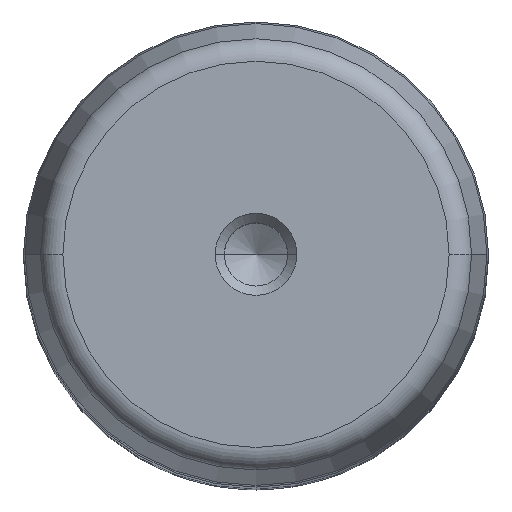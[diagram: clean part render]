
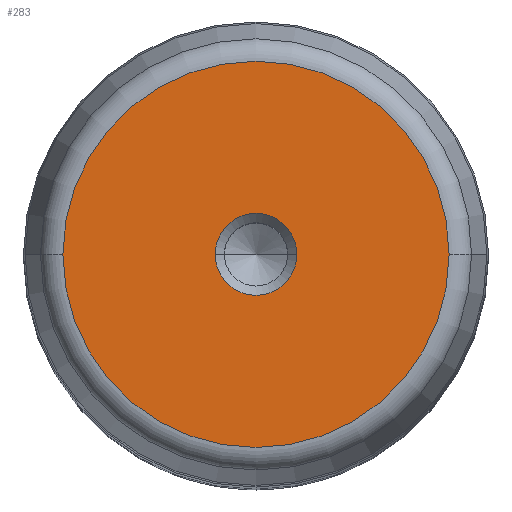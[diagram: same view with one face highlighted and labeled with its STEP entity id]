
A CAD part, top view. The second image highlights one B-rep face of the part: STEP entity #283.
In plain terms, the highlighted planar face has unit normal (0, 0, 1).
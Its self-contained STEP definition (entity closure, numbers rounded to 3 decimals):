
#2 = EDGE_CURVE ( 'NONE', #2976, #1131, #2066, .T. ) ;
#36 = FACE_OUTER_BOUND ( 'NONE', #745, .T. ) ;
#42 = CARTESIAN_POINT ( 'NONE',  ( 4.4, 0., 200. ) ) ;
#45 = ORIENTED_EDGE ( 'NONE', *, *, #275, .T. ) ;
#150 = AXIS2_PLACEMENT_3D ( 'NONE', #2468, #1230, #1681 ) ;
#218 = DIRECTION ( 'NONE',  ( 0., 0., -1. ) ) ;
#263 = CARTESIAN_POINT ( 'NONE',  ( 20.763, 0., 200. ) ) ;
#265 = ORIENTED_EDGE ( 'NONE', *, *, #2, .T. ) ;
#275 = EDGE_CURVE ( 'NONE', #1131, #2976, #1034, .T. ) ;
#281 = AXIS2_PLACEMENT_3D ( 'NONE', #1166, #218, #2891 ) ;
#283 = ADVANCED_FACE ( 'NONE', ( #714, #36 ), #516, .T. ) ;
#516 = PLANE ( 'NONE',  #150 ) ;
#524 = DIRECTION ( 'NONE',  ( 0., 0., -1. ) ) ;
#549 = DIRECTION ( 'NONE',  ( 0., 0., -1. ) ) ;
#580 = CARTESIAN_POINT ( 'NONE',  ( 0., 0., 200. ) ) ;
#609 = DIRECTION ( 'NONE',  ( -1., 0., 0. ) ) ;
#713 = CIRCLE ( 'NONE', #1956, 20.763 ) ;
#714 = FACE_BOUND ( 'NONE', #1745, .T. ) ;
#745 = EDGE_LOOP ( 'NONE', ( #1596, #2430 ) ) ;
#827 = DIRECTION ( 'NONE',  ( 0., 0., -1. ) ) ;
#876 = VERTEX_POINT ( 'NONE', #263 ) ;
#1034 = CIRCLE ( 'NONE', #1652, 4.4 ) ;
#1131 = VERTEX_POINT ( 'NONE', #42 ) ;
#1166 = CARTESIAN_POINT ( 'NONE',  ( 0., 0., 200. ) ) ;
#1230 = DIRECTION ( 'NONE',  ( 0., 0., 1. ) ) ;
#1519 = AXIS2_PLACEMENT_3D ( 'NONE', #2769, #827, #609 ) ;
#1596 = ORIENTED_EDGE ( 'NONE', *, *, #3115, .F. ) ;
#1652 = AXIS2_PLACEMENT_3D ( 'NONE', #1967, #524, #2220 ) ;
#1681 = DIRECTION ( 'NONE',  ( 1., 0., 0. ) ) ;
#1745 = EDGE_LOOP ( 'NONE', ( #45, #265 ) ) ;
#1956 = AXIS2_PLACEMENT_3D ( 'NONE', #580, #549, #2017 ) ;
#1967 = CARTESIAN_POINT ( 'NONE',  ( 0., 0., 200. ) ) ;
#2017 = DIRECTION ( 'NONE',  ( -1., 0., 0. ) ) ;
#2066 = CIRCLE ( 'NONE', #281, 4.4 ) ;
#2159 = CARTESIAN_POINT ( 'NONE',  ( -20.763, 0., 200. ) ) ;
#2220 = DIRECTION ( 'NONE',  ( 1., 0., 0. ) ) ;
#2256 = EDGE_CURVE ( 'NONE', #876, #2644, #713, .T. ) ;
#2430 = ORIENTED_EDGE ( 'NONE', *, *, #2256, .F. ) ;
#2468 = CARTESIAN_POINT ( 'NONE',  ( 0., 0., 200. ) ) ;
#2644 = VERTEX_POINT ( 'NONE', #2159 ) ;
#2665 = CIRCLE ( 'NONE', #1519, 20.763 ) ;
#2769 = CARTESIAN_POINT ( 'NONE',  ( 0., 0., 200. ) ) ;
#2801 = CARTESIAN_POINT ( 'NONE',  ( -4.4, 0., 200. ) ) ;
#2891 = DIRECTION ( 'NONE',  ( 1., 0., 0. ) ) ;
#2976 = VERTEX_POINT ( 'NONE', #2801 ) ;
#3115 = EDGE_CURVE ( 'NONE', #2644, #876, #2665, .T. ) ;
